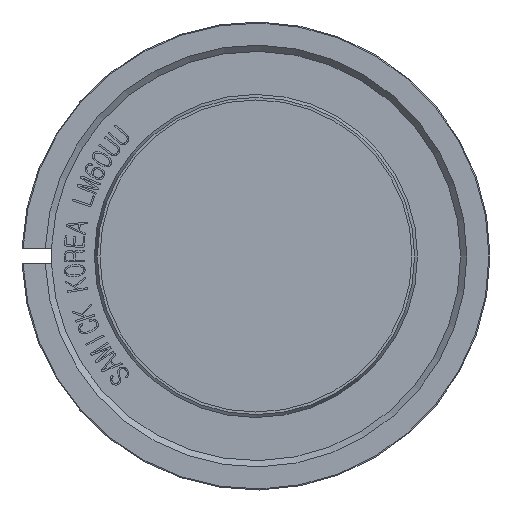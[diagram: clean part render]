
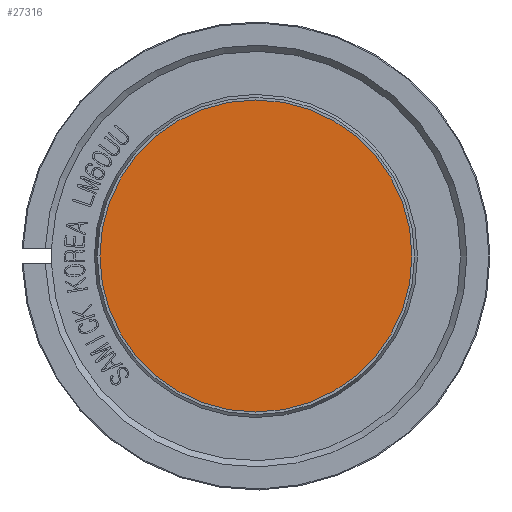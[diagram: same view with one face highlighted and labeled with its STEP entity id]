
A CAD part, front view. The second image highlights one B-rep face of the part: STEP entity #27316.
In plain terms, the highlighted planar face has unit normal (0, -1, 0).
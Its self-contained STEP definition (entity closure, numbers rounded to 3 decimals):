
#27285=CARTESIAN_POINT('',(-30.0,-87.5,0.));
#27286=VERTEX_POINT('',#27285);
#27287=CARTESIAN_POINT('',(0.0,-87.5,0.0));
#27288=DIRECTION('',(0.0,1.0,0.0));
#27289=DIRECTION('',(1.0,0.0,0.0));
#27290=AXIS2_PLACEMENT_3D('',#27287,#27288,#27289);
#27291=CIRCLE('',#27290,30.0);
#27292=EDGE_CURVE('',#27286,#27286,#27291,.T.);
#27308=CARTESIAN_POINT('',(0.0,-87.5,0.0));
#27309=DIRECTION('',(0.0,-1.0,0.0));
#27310=DIRECTION('',(0.0,0.0,-1.0));
#27311=AXIS2_PLACEMENT_3D('',#27308,#27309,#27310);
#27312=PLANE('',#27311);
#27313=ORIENTED_EDGE('',*,*,#27292,.F.);
#27314=EDGE_LOOP('',(#27313));
#27315=FACE_OUTER_BOUND('',#27314,.T.);
#27316=ADVANCED_FACE('',(#27315),#27312,.T.);
